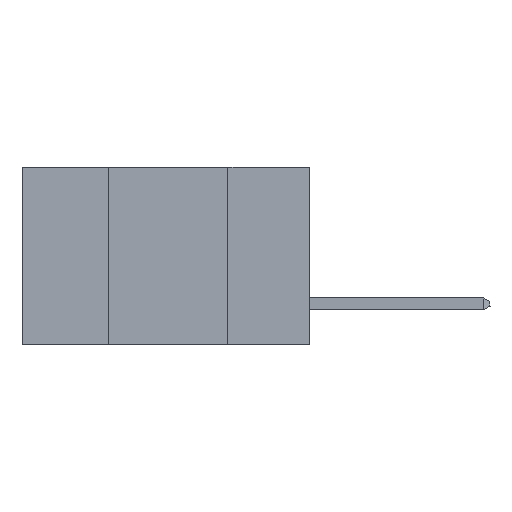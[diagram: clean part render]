
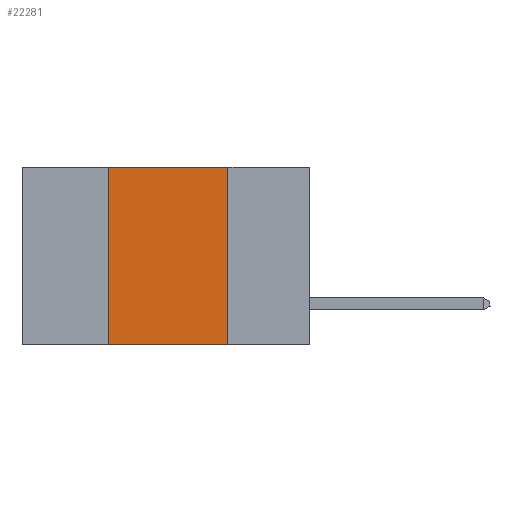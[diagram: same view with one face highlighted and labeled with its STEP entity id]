
A CAD part, left-side view. The second image highlights one B-rep face of the part: STEP entity #22281.
In plain terms, the highlighted planar face has unit normal (-1, 0, 0).
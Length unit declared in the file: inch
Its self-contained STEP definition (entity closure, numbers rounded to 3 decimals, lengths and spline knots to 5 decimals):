
#39 = CARTESIAN_POINT ( 'NONE',  ( 0., 0.6, 0. ) ) ;
#293 = CARTESIAN_POINT ( 'NONE',  ( 0., 0.42, 0. ) ) ;
#730 = EDGE_LOOP ( 'NONE', ( #14722, #4249, #1100, #24199 ) ) ;
#1100 = ORIENTED_EDGE ( 'NONE', *, *, #9375, .F. ) ;
#1106 = EDGE_CURVE ( 'NONE', #13423, #21734, #21041, .T. ) ;
#2435 = DIRECTION ( 'NONE',  ( 0., 0., -1. ) ) ;
#4168 = VERTEX_POINT ( 'NONE', #10824 ) ;
#4249 = ORIENTED_EDGE ( 'NONE', *, *, #1106, .F. ) ;
#4568 = DIRECTION ( 'NONE',  ( 0., 0., -1. ) ) ;
#6513 = VECTOR ( 'NONE', #11820, 39.37008 ) ;
#6603 = LINE ( 'NONE', #8635, #7269 ) ;
#6730 = CARTESIAN_POINT ( 'NONE',  ( 0., 0.42, 0. ) ) ;
#7179 = VECTOR ( 'NONE', #8866, 39.37008 ) ;
#7269 = VECTOR ( 'NONE', #4568, 39.37008 ) ;
#8635 = CARTESIAN_POINT ( 'NONE',  ( 0., 0.17, 0. ) ) ;
#8866 = DIRECTION ( 'NONE',  ( 0., 0., 1. ) ) ;
#9059 = AXIS2_PLACEMENT_3D ( 'NONE', #39, #25515, #2435 ) ;
#9375 = EDGE_CURVE ( 'NONE', #4168, #13423, #18428, .T. ) ;
#9736 = VECTOR ( 'NONE', #20758, 39.37008 ) ;
#9797 = CARTESIAN_POINT ( 'NONE',  ( 0., 0.6, 0. ) ) ;
#10354 = EDGE_CURVE ( 'NONE', #4168, #22321, #19641, .T. ) ;
#10824 = CARTESIAN_POINT ( 'NONE',  ( 0., 0.42, -0.37 ) ) ;
#11365 = CARTESIAN_POINT ( 'NONE',  ( 0., 0.17, -0.37 ) ) ;
#11820 = DIRECTION ( 'NONE',  ( 0., -1., 0. ) ) ;
#13423 = VERTEX_POINT ( 'NONE', #293 ) ;
#14722 = ORIENTED_EDGE ( 'NONE', *, *, #22878, .F. ) ;
#15198 = CARTESIAN_POINT ( 'NONE',  ( 0., 0.17, 0. ) ) ;
#18428 = LINE ( 'NONE', #6730, #7179 ) ;
#18663 = CARTESIAN_POINT ( 'NONE',  ( 0., 0.6, -0.37 ) ) ;
#19641 = LINE ( 'NONE', #18663, #9736 ) ;
#20758 = DIRECTION ( 'NONE',  ( 0., -1., 0. ) ) ;
#21041 = LINE ( 'NONE', #9797, #6513 ) ;
#21734 = VERTEX_POINT ( 'NONE', #15198 ) ;
#22281 = ADVANCED_FACE ( 'NONE', ( #26803 ), #23539, .F. ) ;
#22321 = VERTEX_POINT ( 'NONE', #11365 ) ;
#22878 = EDGE_CURVE ( 'NONE', #21734, #22321, #6603, .T. ) ;
#23539 = PLANE ( 'NONE',  #9059 ) ;
#24199 = ORIENTED_EDGE ( 'NONE', *, *, #10354, .T. ) ;
#25515 = DIRECTION ( 'NONE',  ( 1., 0., 0. ) ) ;
#26803 = FACE_OUTER_BOUND ( 'NONE', #730, .T. ) ;
